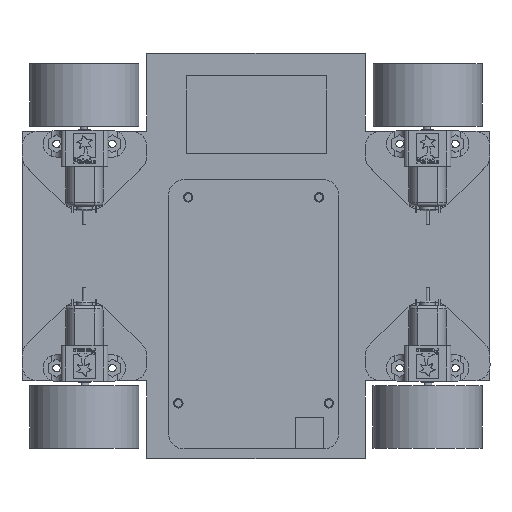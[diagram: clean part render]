
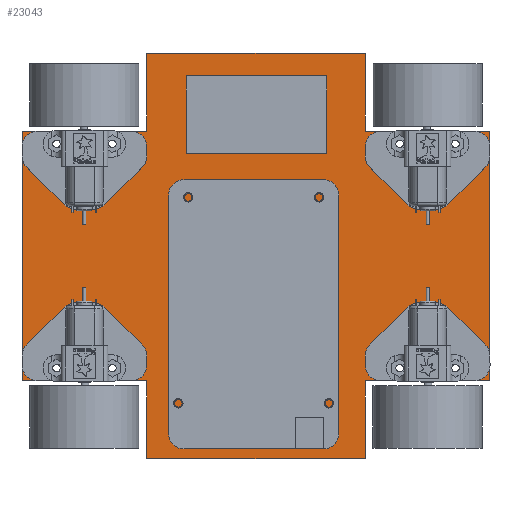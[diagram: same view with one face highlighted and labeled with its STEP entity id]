
A CAD part, top view. The second image highlights one B-rep face of the part: STEP entity #23043.
In plain terms, the highlighted planar face has unit normal (0, 0, 1).
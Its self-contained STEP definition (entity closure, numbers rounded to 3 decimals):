
#3100=LINE('',#43909,#6097);
#3105=LINE('',#43920,#6102);
#3106=LINE('',#43938,#6103);
#3107=LINE('',#43940,#6104);
#3108=LINE('',#43941,#6105);
#3109=LINE('',#43943,#6106);
#3110=LINE('',#43945,#6107);
#3111=LINE('',#43947,#6108);
#3112=LINE('',#43949,#6109);
#3113=LINE('',#43951,#6110);
#3114=LINE('',#43953,#6111);
#3115=LINE('',#43955,#6112);
#6097=VECTOR('',#37103,1000.);
#6102=VECTOR('',#37110,1000.);
#6103=VECTOR('',#37129,1000.);
#6104=VECTOR('',#37130,1000.);
#6105=VECTOR('',#37131,1000.);
#6106=VECTOR('',#37132,1000.);
#6107=VECTOR('',#37133,1000.);
#6108=VECTOR('',#37134,1000.);
#6109=VECTOR('',#37135,1000.);
#6110=VECTOR('',#37136,1000.);
#6111=VECTOR('',#37137,1000.);
#6112=VECTOR('',#37138,1000.);
#7452=PLANE('',#31431);
#13772=ORIENTED_EDGE('',*,*,#17026,.T.);
#13773=ORIENTED_EDGE('',*,*,#17027,.T.);
#13774=ORIENTED_EDGE('',*,*,#17028,.T.);
#13775=ORIENTED_EDGE('',*,*,#17029,.T.);
#13776=ORIENTED_EDGE('',*,*,#17030,.T.);
#13777=ORIENTED_EDGE('',*,*,#17031,.T.);
#13778=ORIENTED_EDGE('',*,*,#17032,.T.);
#13779=ORIENTED_EDGE('',*,*,#17033,.T.);
#13780=ORIENTED_EDGE('',*,*,#17034,.T.);
#13781=ORIENTED_EDGE('',*,*,#17035,.T.);
#13782=ORIENTED_EDGE('',*,*,#17025,.T.);
#13783=ORIENTED_EDGE('',*,*,#17036,.T.);
#13784=ORIENTED_EDGE('',*,*,#17037,.T.);
#13785=ORIENTED_EDGE('',*,*,#17038,.T.);
#13786=ORIENTED_EDGE('',*,*,#17039,.F.);
#13787=ORIENTED_EDGE('',*,*,#17040,.F.);
#13788=ORIENTED_EDGE('',*,*,#17041,.T.);
#13789=ORIENTED_EDGE('',*,*,#17042,.F.);
#13790=ORIENTED_EDGE('',*,*,#17043,.F.);
#13791=ORIENTED_EDGE('',*,*,#17020,.T.);
#17020=EDGE_CURVE('',#19215,#19214,#3100,.T.);
#17025=EDGE_CURVE('',#19216,#19219,#3105,.T.);
#17026=EDGE_CURVE('',#19220,#19220,#19419,.T.);
#17027=EDGE_CURVE('',#19221,#19221,#19420,.T.);
#17028=EDGE_CURVE('',#19222,#19222,#19421,.T.);
#17029=EDGE_CURVE('',#19223,#19223,#19422,.T.);
#17030=EDGE_CURVE('',#19224,#19224,#19423,.T.);
#17031=EDGE_CURVE('',#19225,#19225,#19424,.T.);
#17032=EDGE_CURVE('',#19226,#19226,#19425,.T.);
#17033=EDGE_CURVE('',#19227,#19227,#19426,.T.);
#17034=EDGE_CURVE('',#19214,#19228,#3106,.T.);
#17035=EDGE_CURVE('',#19228,#19216,#3107,.T.);
#17036=EDGE_CURVE('',#19219,#19229,#3108,.T.);
#17037=EDGE_CURVE('',#19229,#19230,#3109,.T.);
#17038=EDGE_CURVE('',#19230,#19231,#3110,.T.);
#17039=EDGE_CURVE('',#19232,#19231,#3111,.T.);
#17040=EDGE_CURVE('',#19233,#19232,#3112,.T.);
#17041=EDGE_CURVE('',#19233,#19234,#3113,.T.);
#17042=EDGE_CURVE('',#19235,#19234,#3114,.T.);
#17043=EDGE_CURVE('',#19215,#19235,#3115,.T.);
#19214=VERTEX_POINT('',#43908);
#19215=VERTEX_POINT('',#43910);
#19216=VERTEX_POINT('',#43914);
#19219=VERTEX_POINT('',#43919);
#19220=VERTEX_POINT('',#43923);
#19221=VERTEX_POINT('',#43925);
#19222=VERTEX_POINT('',#43927);
#19223=VERTEX_POINT('',#43929);
#19224=VERTEX_POINT('',#43931);
#19225=VERTEX_POINT('',#43933);
#19226=VERTEX_POINT('',#43935);
#19227=VERTEX_POINT('',#43937);
#19228=VERTEX_POINT('',#43939);
#19229=VERTEX_POINT('',#43942);
#19230=VERTEX_POINT('',#43944);
#19231=VERTEX_POINT('',#43946);
#19232=VERTEX_POINT('',#43948);
#19233=VERTEX_POINT('',#43950);
#19234=VERTEX_POINT('',#43952);
#19235=VERTEX_POINT('',#43954);
#19419=CIRCLE('',#31432,1.2);
#19420=CIRCLE('',#31433,1.2);
#19421=CIRCLE('',#31434,1.2);
#19422=CIRCLE('',#31435,1.2);
#19423=CIRCLE('',#31436,1.2);
#19424=CIRCLE('',#31437,1.2);
#19425=CIRCLE('',#31438,1.2);
#19426=CIRCLE('',#31439,1.2);
#20611=EDGE_LOOP('',(#13772));
#20612=EDGE_LOOP('',(#13773));
#20613=EDGE_LOOP('',(#13774));
#20614=EDGE_LOOP('',(#13775));
#20615=EDGE_LOOP('',(#13776));
#20616=EDGE_LOOP('',(#13777));
#20617=EDGE_LOOP('',(#13778));
#20618=EDGE_LOOP('',(#13779));
#20619=EDGE_LOOP('',(#13780,#13781,#13782,#13783,#13784,#13785,#13786,#13787,
#13788,#13789,#13790,#13791));
#21831=FACE_BOUND('',#20611,.T.);
#21832=FACE_BOUND('',#20612,.T.);
#21833=FACE_BOUND('',#20613,.T.);
#21834=FACE_BOUND('',#20614,.T.);
#21835=FACE_BOUND('',#20615,.T.);
#21836=FACE_BOUND('',#20616,.T.);
#21837=FACE_BOUND('',#20617,.T.);
#21838=FACE_BOUND('',#20618,.T.);
#21839=FACE_BOUND('',#20619,.T.);
#23043=ADVANCED_FACE('',(#21831,#21832,#21833,#21834,#21835,#21836,#21837,
#21838,#21839),#7452,.T.);
#31431=AXIS2_PLACEMENT_3D('',#43921,#37111,#37112);
#31432=AXIS2_PLACEMENT_3D('',#43922,#37113,#37114);
#31433=AXIS2_PLACEMENT_3D('',#43924,#37115,#37116);
#31434=AXIS2_PLACEMENT_3D('',#43926,#37117,#37118);
#31435=AXIS2_PLACEMENT_3D('',#43928,#37119,#37120);
#31436=AXIS2_PLACEMENT_3D('',#43930,#37121,#37122);
#31437=AXIS2_PLACEMENT_3D('',#43932,#37123,#37124);
#31438=AXIS2_PLACEMENT_3D('',#43934,#37125,#37126);
#31439=AXIS2_PLACEMENT_3D('',#43936,#37127,#37128);
#37103=DIRECTION('',(0.,-1.,0.));
#37110=DIRECTION('',(1.,0.,0.));
#37111=DIRECTION('',(0.,0.,1.));
#37112=DIRECTION('',(1.,0.,0.));
#37113=DIRECTION('',(0.,0.,-1.));
#37114=DIRECTION('',(-1.,0.,0.));
#37115=DIRECTION('',(0.,0.,-1.));
#37116=DIRECTION('',(-1.,0.,0.));
#37117=DIRECTION('',(0.,0.,-1.));
#37118=DIRECTION('',(-1.,0.,0.));
#37119=DIRECTION('',(0.,0.,-1.));
#37120=DIRECTION('',(-1.,0.,0.));
#37121=DIRECTION('',(0.,0.,-1.));
#37122=DIRECTION('',(-1.,0.,0.));
#37123=DIRECTION('',(0.,0.,-1.));
#37124=DIRECTION('',(-1.,0.,0.));
#37125=DIRECTION('',(0.,0.,-1.));
#37126=DIRECTION('',(-1.,0.,0.));
#37127=DIRECTION('',(0.,0.,-1.));
#37128=DIRECTION('',(-1.,0.,0.));
#37129=DIRECTION('',(1.,0.,0.));
#37130=DIRECTION('',(0.,-1.,0.));
#37131=DIRECTION('',(0.,1.,0.));
#37132=DIRECTION('',(1.,0.,0.));
#37133=DIRECTION('',(0.,1.,0.));
#37134=DIRECTION('',(1.,0.,0.));
#37135=DIRECTION('',(0.,-1.,0.));
#37136=DIRECTION('',(-1.,0.,0.));
#37137=DIRECTION('',(0.,1.,0.));
#37138=DIRECTION('',(1.,0.,0.));
#43908=CARTESIAN_POINT('',(0.,25.,0.));
#43909=CARTESIAN_POINT('',(0.,130.,0.));
#43910=CARTESIAN_POINT('',(0.,105.,0.));
#43914=CARTESIAN_POINT('',(40.,0.,0.));
#43919=CARTESIAN_POINT('',(110.,0.,0.));
#43920=CARTESIAN_POINT('',(0.,0.,0.));
#43921=CARTESIAN_POINT('',(0.,0.,0.));
#43922=CARTESIAN_POINT('',(139.,29.05,0.));
#43923=CARTESIAN_POINT('',(137.8,29.05,0.));
#43924=CARTESIAN_POINT('',(121.,29.05,0.));
#43925=CARTESIAN_POINT('',(119.8,29.05,0.));
#43926=CARTESIAN_POINT('',(139.,100.95,0.));
#43927=CARTESIAN_POINT('',(137.8,100.95,0.));
#43928=CARTESIAN_POINT('',(121.,100.95,0.));
#43929=CARTESIAN_POINT('',(119.8,100.95,0.));
#43930=CARTESIAN_POINT('',(11.,29.05,0.));
#43931=CARTESIAN_POINT('',(9.8,29.05,0.));
#43932=CARTESIAN_POINT('',(29.,29.05,0.));
#43933=CARTESIAN_POINT('',(27.8,29.05,0.));
#43934=CARTESIAN_POINT('',(11.,100.95,0.));
#43935=CARTESIAN_POINT('',(9.8,100.95,0.));
#43936=CARTESIAN_POINT('',(29.,100.95,0.));
#43937=CARTESIAN_POINT('',(27.8,100.95,0.));
#43938=CARTESIAN_POINT('',(0.,25.,0.));
#43939=CARTESIAN_POINT('',(40.,25.,0.));
#43940=CARTESIAN_POINT('',(40.,25.,0.));
#43941=CARTESIAN_POINT('',(110.,0.,0.));
#43942=CARTESIAN_POINT('',(110.,25.,0.));
#43943=CARTESIAN_POINT('',(110.,25.,0.));
#43944=CARTESIAN_POINT('',(150.,25.,0.));
#43945=CARTESIAN_POINT('',(150.,105.,0.));
#43946=CARTESIAN_POINT('',(150.,105.,0.));
#43947=CARTESIAN_POINT('',(110.,105.,0.));
#43948=CARTESIAN_POINT('',(110.,105.,0.));
#43949=CARTESIAN_POINT('',(110.,130.,0.));
#43950=CARTESIAN_POINT('',(110.,130.,0.));
#43951=CARTESIAN_POINT('',(150.,130.,0.));
#43952=CARTESIAN_POINT('',(40.,130.,0.));
#43953=CARTESIAN_POINT('',(40.,105.,0.));
#43954=CARTESIAN_POINT('',(40.,105.,0.));
#43955=CARTESIAN_POINT('',(0.,105.,0.));
